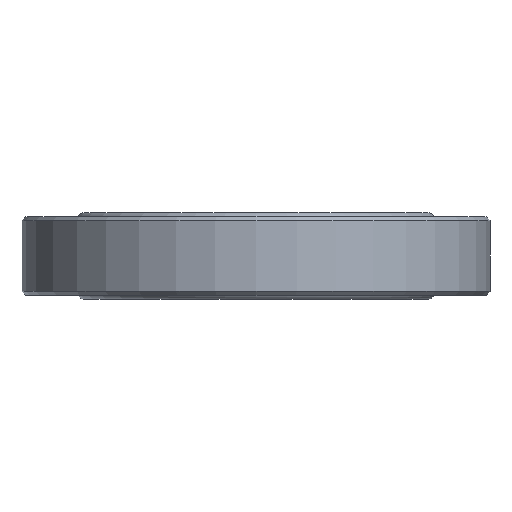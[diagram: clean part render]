
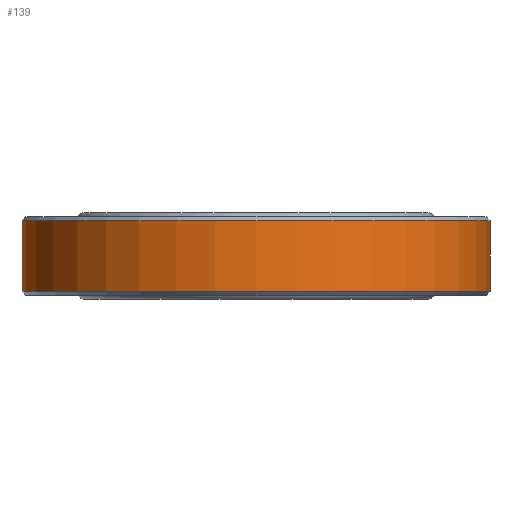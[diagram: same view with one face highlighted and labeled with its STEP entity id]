
A CAD part, front view. The second image highlights one B-rep face of the part: STEP entity #139.
In plain terms, the highlighted cylindrical face has radius 47.5 mm (diameter 95 mm), a full revolution.
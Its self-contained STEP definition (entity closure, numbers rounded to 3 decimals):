
#53 = CARTESIAN_POINT ( 'NONE',  ( -0.195, 47.5, -5. ) ) ;
#57 = FACE_OUTER_BOUND ( 'NONE', #284, .T. ) ;
#76 = ORIENTED_EDGE ( 'NONE', *, *, #1085, .T. ) ;
#105 = CARTESIAN_POINT ( 'NONE',  ( -1.83, 47.465, -5.614 ) ) ;
#113 = CARTESIAN_POINT ( 'NONE',  ( -2.697, 47.423, -9.328 ) ) ;
#115 = ORIENTED_EDGE ( 'NONE', *, *, #466, .F. ) ;
#139 = ADVANCED_FACE ( 'NONE', ( #943, #57, #316 ), #570, .T. ) ;
#144 = CARTESIAN_POINT ( 'NONE',  ( -2.848, 47.415, -8.964 ) ) ;
#183 = CARTESIAN_POINT ( 'NONE',  ( 0.777, 47.494, -10.904 ) ) ;
#199 = EDGE_LOOP ( 'NONE', ( #540 ) ) ;
#249 = CARTESIAN_POINT ( 'NONE',  ( -0.389, 47.499, -5.019 ) ) ;
#253 = DIRECTION ( 'NONE',  ( 0., 0., 1. ) ) ;
#259 = CARTESIAN_POINT ( 'NONE',  ( -2.98, 47.406, -7.604 ) ) ;
#262 = CARTESIAN_POINT ( 'NONE',  ( -2.846, 47.415, -7.03 ) ) ;
#263 = DIRECTION ( 'NONE',  ( 1., 0., 0. ) ) ;
#268 = B_SPLINE_CURVE_WITH_KNOTS ( 'NONE', 3,
 ( #961, #855, #913, #183, #669, #301, #313, #884, #1001, #375, #933, #883, #900, #445, #895, #721, #366, #938, #970, #881, #295, #576, #385, #378, #1068, #736, #743, #746, #750, #772, #940, #754, #730, #53, #249, #1054, #916, #974, #1077, #105, #1064, #328, #815, #299, #800, #262, #551, #259, #409, #535, #354, #363, #144, #113, #324, #766, #496, #467, #393, #523, #789, #757, #843, #549 ),
 .UNSPECIFIED., .T., .F.,
 ( 4, 2, 2, 2, 2, 2, 2, 2, 2, 2, 2, 2, 2, 2, 2, 2, 2, 2, 2, 2, 2, 2, 2, 2, 2, 2, 2, 2, 2, 2, 2, 4 ),
 ( 0., 0.001, 0.001, 0.002, 0.002, 0.003, 0.004, 0.004, 0.005, 0.005, 0.006, 0.006, 0.007, 0.008, 0.008, 0.009, 0.009, 0.01, 0.011, 0.011, 0.012, 0.012, 0.013, 0.013, 0.014, 0.015, 0.015, 0.016, 0.016, 0.017, 0.018, 0.019 ),
 .UNSPECIFIED. ) ;
#283 = CARTESIAN_POINT ( 'NONE',  ( 0., 0., 0. ) ) ;
#284 = EDGE_LOOP ( 'NONE', ( #115 ) ) ;
#295 = CARTESIAN_POINT ( 'NONE',  ( 2.847, 47.415, -7.035 ) ) ;
#299 = CARTESIAN_POINT ( 'NONE',  ( -2.603, 47.429, -6.495 ) ) ;
#301 = CARTESIAN_POINT ( 'NONE',  ( 1.33, 47.482, -10.696 ) ) ;
#313 = CARTESIAN_POINT ( 'NONE',  ( 1.503, 47.477, -10.604 ) ) ;
#316 = FACE_BOUND ( 'NONE', #199, .T. ) ;
#324 = CARTESIAN_POINT ( 'NONE',  ( -2.605, 47.429, -9.501 ) ) ;
#328 = CARTESIAN_POINT ( 'NONE',  ( -2.258, 47.447, -6.015 ) ) ;
#332 = VERTEX_POINT ( 'NONE', #670 ) ;
#354 = CARTESIAN_POINT ( 'NONE',  ( -2.981, 47.406, -8.391 ) ) ;
#363 = CARTESIAN_POINT ( 'NONE',  ( -2.905, 47.411, -8.774 ) ) ;
#366 = CARTESIAN_POINT ( 'NONE',  ( 3., 47.405, -8.197 ) ) ;
#375 = CARTESIAN_POINT ( 'NONE',  ( 2.26, 47.446, -9.983 ) ) ;
#378 = CARTESIAN_POINT ( 'NONE',  ( 2.386, 47.44, -6.171 ) ) ;
#385 = CARTESIAN_POINT ( 'NONE',  ( 2.603, 47.429, -6.496 ) ) ;
#393 = CARTESIAN_POINT ( 'NONE',  ( -1.834, 47.465, -10.382 ) ) ;
#396 = AXIS2_PLACEMENT_3D ( 'NONE', #992, #914, #1014 ) ;
#409 = CARTESIAN_POINT ( 'NONE',  ( -3., 47.405, -7.799 ) ) ;
#445 = CARTESIAN_POINT ( 'NONE',  ( 2.846, 47.415, -8.968 ) ) ;
#466 = EDGE_CURVE ( 'NONE', #700, #700, #507, .T. ) ;
#467 = CARTESIAN_POINT ( 'NONE',  ( -1.985, 47.459, -10.258 ) ) ;
#471 = CARTESIAN_POINT ( 'NONE',  ( 47.5, 0., -15.2 ) ) ;
#496 = CARTESIAN_POINT ( 'NONE',  ( -2.261, 47.446, -9.981 ) ) ;
#507 = CIRCLE ( 'NONE', #793, 47.5 ) ;
#523 = CARTESIAN_POINT ( 'NONE',  ( -1.507, 47.476, -10.602 ) ) ;
#535 = CARTESIAN_POINT ( 'NONE',  ( -3., 47.405, -8.195 ) ) ;
#540 = ORIENTED_EDGE ( 'NONE', *, *, #609, .T. ) ;
#549 = CARTESIAN_POINT ( 'NONE',  ( 0., 47.5, -11. ) ) ;
#551 = CARTESIAN_POINT ( 'NONE',  ( -2.904, 47.411, -7.221 ) ) ;
#570 = CYLINDRICAL_SURFACE ( 'NONE', #1057, 47.5 ) ;
#576 = CARTESIAN_POINT ( 'NONE',  ( 2.697, 47.423, -6.672 ) ) ;
#600 = DIRECTION ( 'NONE',  ( 1., 0., 0. ) ) ;
#609 = EDGE_CURVE ( 'NONE', #332, #332, #268, .T. ) ;
#625 = CIRCLE ( 'NONE', #396, 47.5 ) ;
#651 = DIRECTION ( 'NONE',  ( 0., 0., 1. ) ) ;
#669 = CARTESIAN_POINT ( 'NONE',  ( 0.967, 47.49, -10.847 ) ) ;
#670 = CARTESIAN_POINT ( 'NONE',  ( 0., 47.5, -11. ) ) ;
#689 = CARTESIAN_POINT ( 'NONE',  ( 0., 0., -0.8 ) ) ;
#697 = CARTESIAN_POINT ( 'NONE',  ( 47.5, 0., -0.8 ) ) ;
#700 = VERTEX_POINT ( 'NONE', #697 ) ;
#721 = CARTESIAN_POINT ( 'NONE',  ( 2.981, 47.406, -8.392 ) ) ;
#730 = CARTESIAN_POINT ( 'NONE',  ( 0.197, 47.5, -5. ) ) ;
#736 = CARTESIAN_POINT ( 'NONE',  ( 1.982, 47.459, -5.74 ) ) ;
#743 = CARTESIAN_POINT ( 'NONE',  ( 1.831, 47.465, -5.615 ) ) ;
#746 = CARTESIAN_POINT ( 'NONE',  ( 1.506, 47.476, -5.398 ) ) ;
#750 = CARTESIAN_POINT ( 'NONE',  ( 1.331, 47.482, -5.304 ) ) ;
#754 = CARTESIAN_POINT ( 'NONE',  ( 0.396, 47.499, -5.02 ) ) ;
#757 = CARTESIAN_POINT ( 'NONE',  ( -0.79, 47.495, -10.92 ) ) ;
#766 = CARTESIAN_POINT ( 'NONE',  ( -2.388, 47.44, -9.827 ) ) ;
#772 = CARTESIAN_POINT ( 'NONE',  ( 0.967, 47.491, -5.153 ) ) ;
#789 = CARTESIAN_POINT ( 'NONE',  ( -1.332, 47.482, -10.695 ) ) ;
#793 = AXIS2_PLACEMENT_3D ( 'NONE', #689, #651, #600 ) ;
#800 = CARTESIAN_POINT ( 'NONE',  ( -2.695, 47.424, -6.667 ) ) ;
#815 = CARTESIAN_POINT ( 'NONE',  ( -2.384, 47.44, -6.169 ) ) ;
#843 = CARTESIAN_POINT ( 'NONE',  ( -0.396, 47.5, -11. ) ) ;
#855 = CARTESIAN_POINT ( 'NONE',  ( 0.198, 47.5, -11. ) ) ;
#865 = VERTEX_POINT ( 'NONE', #471 ) ;
#881 = CARTESIAN_POINT ( 'NONE',  ( 2.904, 47.411, -7.222 ) ) ;
#883 = CARTESIAN_POINT ( 'NONE',  ( 2.603, 47.429, -9.504 ) ) ;
#884 = CARTESIAN_POINT ( 'NONE',  ( 1.829, 47.465, -10.386 ) ) ;
#895 = CARTESIAN_POINT ( 'NONE',  ( 2.904, 47.411, -8.779 ) ) ;
#900 = CARTESIAN_POINT ( 'NONE',  ( 2.697, 47.423, -9.329 ) ) ;
#913 = CARTESIAN_POINT ( 'NONE',  ( 0.393, 47.499, -10.981 ) ) ;
#914 = DIRECTION ( 'NONE',  ( 0., 0., 1. ) ) ;
#916 = CARTESIAN_POINT ( 'NONE',  ( -0.966, 47.491, -5.153 ) ) ;
#933 = CARTESIAN_POINT ( 'NONE',  ( 2.384, 47.44, -9.832 ) ) ;
#938 = CARTESIAN_POINT ( 'NONE',  ( 3., 47.405, -7.806 ) ) ;
#940 = CARTESIAN_POINT ( 'NONE',  ( 0.78, 47.494, -5.097 ) ) ;
#943 = FACE_OUTER_BOUND ( 'NONE', #959, .T. ) ;
#959 = EDGE_LOOP ( 'NONE', ( #76 ) ) ;
#961 = CARTESIAN_POINT ( 'NONE',  ( 0., 47.5, -11. ) ) ;
#970 = CARTESIAN_POINT ( 'NONE',  ( 2.981, 47.406, -7.607 ) ) ;
#974 = CARTESIAN_POINT ( 'NONE',  ( -1.327, 47.482, -5.302 ) ) ;
#992 = CARTESIAN_POINT ( 'NONE',  ( 0., 0., -15.2 ) ) ;
#1001 = CARTESIAN_POINT ( 'NONE',  ( 1.983, 47.459, -10.259 ) ) ;
#1014 = DIRECTION ( 'NONE',  ( 1., 0., 0. ) ) ;
#1054 = CARTESIAN_POINT ( 'NONE',  ( -0.776, 47.494, -5.095 ) ) ;
#1057 = AXIS2_PLACEMENT_3D ( 'NONE', #283, #253, #263 ) ;
#1064 = CARTESIAN_POINT ( 'NONE',  ( -1.981, 47.459, -5.738 ) ) ;
#1068 = CARTESIAN_POINT ( 'NONE',  ( 2.262, 47.446, -6.02 ) ) ;
#1077 = CARTESIAN_POINT ( 'NONE',  ( -1.501, 47.477, -5.395 ) ) ;
#1085 = EDGE_CURVE ( 'NONE', #865, #865, #625, .T. ) ;
